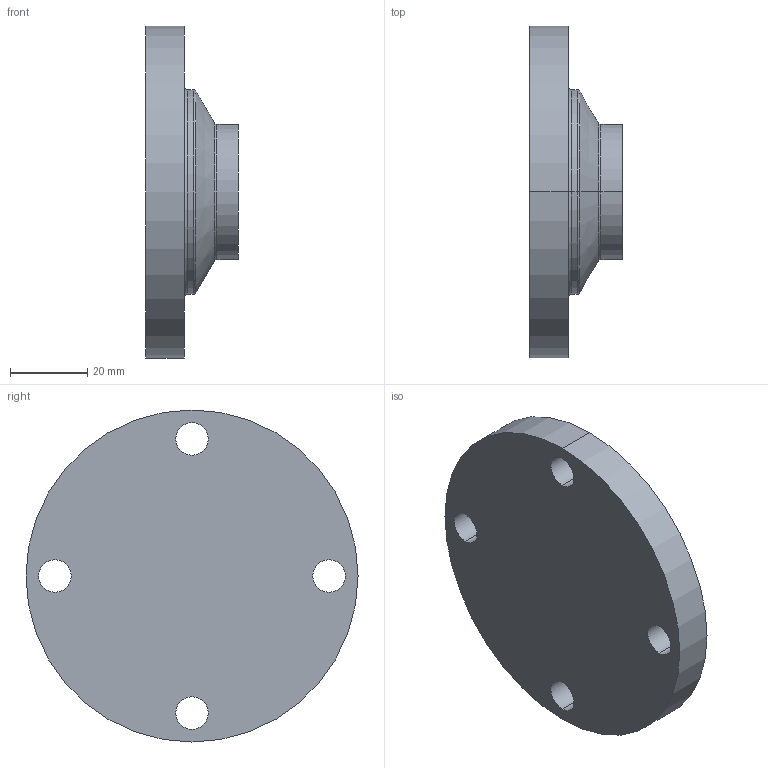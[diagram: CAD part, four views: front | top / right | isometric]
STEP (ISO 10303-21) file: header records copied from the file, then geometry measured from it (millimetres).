
FILE_DESCRIPTION (( 'STEP AP203' ), '1' );
FILE_NAME ('2040032210-XXX.STEP', '2011-06-10T11:21:56', ( ' ' ), ( '' ), 'SwSTEP 2.0', 'SolidWorks 2010', '' );
FILE_SCHEMA (( 'CONFIG_CONTROL_DESIGN' ));
Length unit declared in the file: millimetre
Products named in the file (1): 2040032210-XXX
Bounding box: 24 x 86 x 86 mm (x, y, z)
Volume: 75862 mm3; surface area: 16170 mm2
Topology: 1 solids, 1 shells, 25 faces, 56 edges, 34 vertices
Faces by surface type: cylinder 14, torus 6, plane 3, cone 2
Entity records: 803 total; most frequent: DIRECTION 148, CARTESIAN_POINT 116, ORIENTED_EDGE 112, AXIS2_PLACEMENT_3D 66, EDGE_CURVE 56, CIRCLE 40, EDGE_LOOP 34, VERTEX_POINT 34
